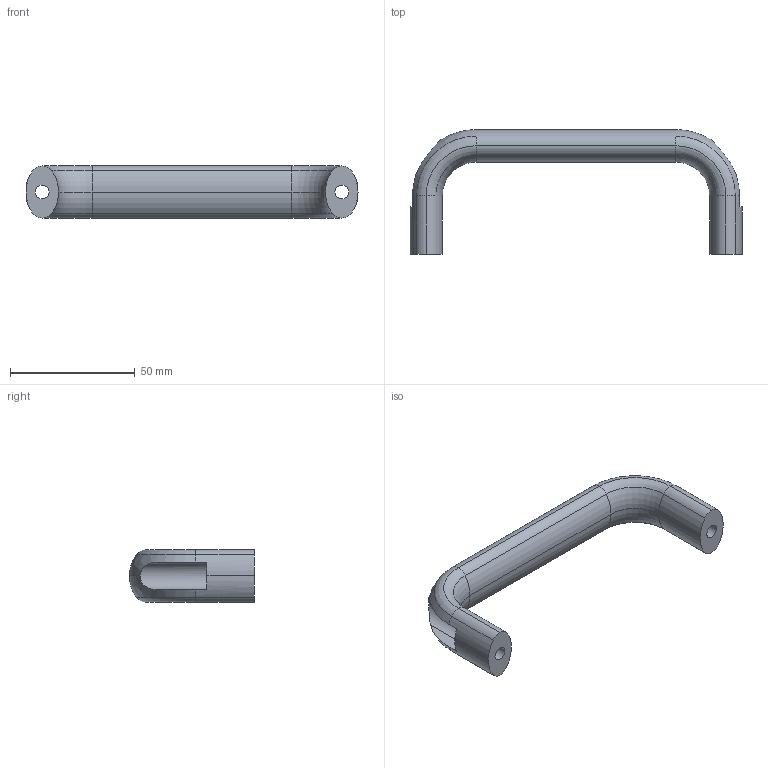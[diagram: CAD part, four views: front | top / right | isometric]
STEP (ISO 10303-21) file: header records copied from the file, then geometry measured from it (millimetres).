
FILE_DESCRIPTION( ( 'STEP AP214' ), '1' );
FILE_NAME( 'K0204.11200105.stp', '2020-12-04T09:15:42', ( '' ), ( '' ), ' ', 'PARTsolutions', ' ' );
FILE_SCHEMA( ( 'AUTOMOTIVE_DESIGN { 1 0 10303 214 1 1 1 1 }' ) );
Length unit declared in the file: millimetre
Products named in the file (1): _K0204.11200105
Bounding box: 133 x 50 x 21 mm (x, y, z)
Volume: 34723 mm3; surface area: 12186.8 mm2
Topology: 1 solids, 1 shells, 56 faces, 128 edges, 76 vertices
Faces by surface type: cylinder 30, torus 12, plane 10, bspline 4
Full cylindrical faces by diameter (mm): 5.5 x2, 10 x2
Entity records: 2136 total; most frequent: CARTESIAN_POINT 389, DIRECTION 306, ORIENTED_EDGE 244, AXIS2_PLACEMENT_3D 135, EDGE_CURVE 122, CIRCLE 82, VERTEX_POINT 74, EDGE_LOOP 66
